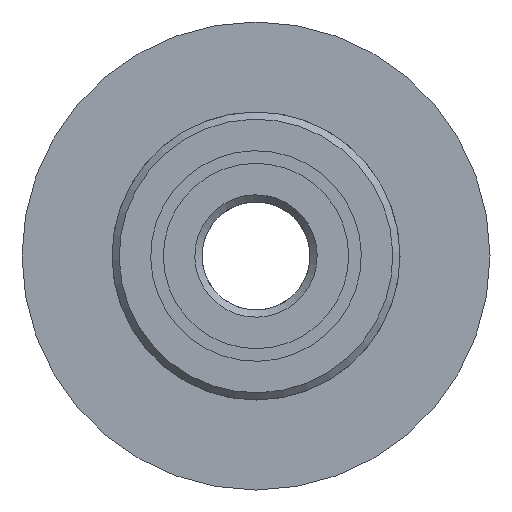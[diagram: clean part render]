
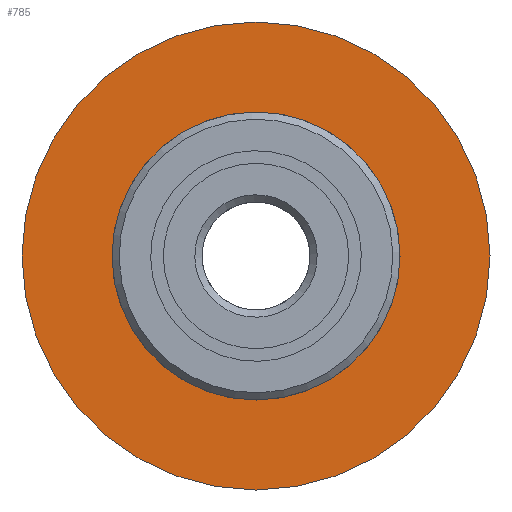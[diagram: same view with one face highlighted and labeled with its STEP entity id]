
A CAD part, front view. The second image highlights one B-rep face of the part: STEP entity #785.
In plain terms, the highlighted planar face has unit normal (0, -1, 0).
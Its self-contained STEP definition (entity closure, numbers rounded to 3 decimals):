
#90=FACE_BOUND('',#173,.T.);
#104=PLANE('',#899);
#124=FACE_OUTER_BOUND('',#172,.T.);
#172=EDGE_LOOP('',(#589,#590));
#173=EDGE_LOOP('',(#591,#592));
#273=CIRCLE('',#876,4.);
#274=CIRCLE('',#877,4.);
#278=CIRCLE('',#882,6.5);
#279=CIRCLE('',#883,6.5);
#359=VERTEX_POINT('',#1320);
#360=VERTEX_POINT('',#1322);
#363=VERTEX_POINT('',#1331);
#364=VERTEX_POINT('',#1333);
#455=EDGE_CURVE('',#360,#359,#273,.T.);
#456=EDGE_CURVE('',#359,#360,#274,.T.);
#461=EDGE_CURVE('',#363,#364,#278,.T.);
#462=EDGE_CURVE('',#364,#363,#279,.T.);
#589=ORIENTED_EDGE('',*,*,#462,.F.);
#590=ORIENTED_EDGE('',*,*,#461,.F.);
#591=ORIENTED_EDGE('',*,*,#455,.T.);
#592=ORIENTED_EDGE('',*,*,#456,.T.);
#785=ADVANCED_FACE('',(#124,#90),#104,.T.);
#876=AXIS2_PLACEMENT_3D('',#1323,#1026,#1027);
#877=AXIS2_PLACEMENT_3D('',#1324,#1028,#1029);
#882=AXIS2_PLACEMENT_3D('',#1334,#1039,#1040);
#883=AXIS2_PLACEMENT_3D('',#1335,#1041,#1042);
#899=AXIS2_PLACEMENT_3D('',#1366,#1076,#1077);
#1026=DIRECTION('center_axis',(0.,1.,0.));
#1027=DIRECTION('ref_axis',(0.,0.,1.));
#1028=DIRECTION('center_axis',(0.,1.,0.));
#1029=DIRECTION('ref_axis',(0.,0.,1.));
#1039=DIRECTION('center_axis',(0.,1.,0.));
#1040=DIRECTION('ref_axis',(0.,0.,1.));
#1041=DIRECTION('center_axis',(0.,1.,0.));
#1042=DIRECTION('ref_axis',(0.,0.,1.));
#1076=DIRECTION('center_axis',(0.,-1.,0.));
#1077=DIRECTION('ref_axis',(0.,0.,1.));
#1320=CARTESIAN_POINT('',(0.,-4.5,4.));
#1322=CARTESIAN_POINT('',(0.,-4.5,-4.));
#1323=CARTESIAN_POINT('Origin',(0.,-4.5,0.));
#1324=CARTESIAN_POINT('Origin',(0.,-4.5,0.));
#1331=CARTESIAN_POINT('',(0.,-4.5,-6.5));
#1333=CARTESIAN_POINT('',(0.,-4.5,6.5));
#1334=CARTESIAN_POINT('Origin',(0.,-4.5,0.));
#1335=CARTESIAN_POINT('Origin',(0.,-4.5,0.));
#1366=CARTESIAN_POINT('Origin',(0.,-4.5,0.));
